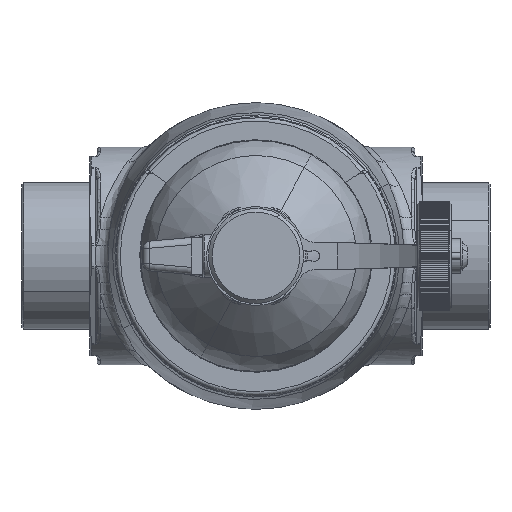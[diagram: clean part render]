
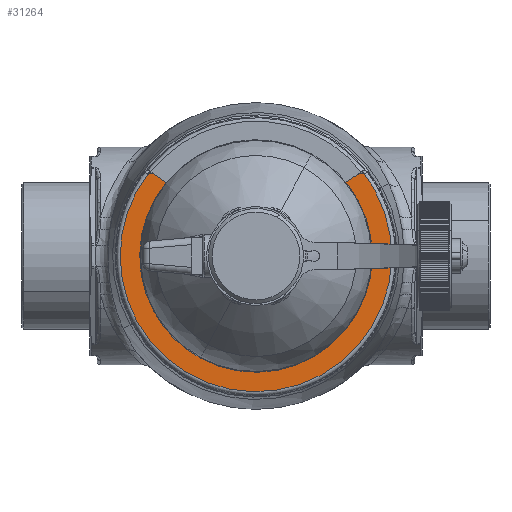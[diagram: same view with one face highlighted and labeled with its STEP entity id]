
A CAD part, front view. The second image highlights one B-rep face of the part: STEP entity #31264.
In plain terms, the highlighted planar face has unit normal (0, -1, 0).
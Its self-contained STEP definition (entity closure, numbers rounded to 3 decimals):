
#31114=CARTESIAN_POINT('Axis2P3D Location',(0.,-87.5,0.)) ;
#31118=CARTESIAN_POINT('Vertex',(27.205,-87.5,14.862)) ;
#31120=CARTESIAN_POINT('Vertex',(23.937,-87.5,19.698)) ;
#31141=CARTESIAN_POINT('Vertex',(-23.937,-87.5,19.698)) ;
#31144=CARTESIAN_POINT('Axis2P3D Location',(0.,-87.5,0.)) ;
#31148=CARTESIAN_POINT('Vertex',(-27.205,-87.5,-14.862)) ;
#31172=CARTESIAN_POINT('Axis2P3D Location',(0.,-87.5,0.)) ;
#31184=CARTESIAN_POINT('Axis2P3D Location',(0.,-87.5,0.)) ;
#31189=CARTESIAN_POINT('Line Origine',(30.295,-87.5,22.903)) ;
#31193=CARTESIAN_POINT('Vertex',(30.313,-87.5,22.915)) ;
#31195=CARTESIAN_POINT('Vertex',(30.277,-87.5,22.891)) ;
#31198=CARTESIAN_POINT('Axis2P3D Location',(29.405,-87.5,21.806)) ;
#31202=CARTESIAN_POINT('Vertex',(28.61,-87.5,22.949)) ;
#31205=CARTESIAN_POINT('Line Origine',(26.274,-87.5,21.323)) ;
#31210=CARTESIAN_POINT('Line Origine',(-26.182,-87.5,21.26)) ;
#31214=CARTESIAN_POINT('Vertex',(-28.428,-87.5,22.822)) ;
#31217=CARTESIAN_POINT('Axis2P3D Location',(-29.353,-87.5,21.492)) ;
#31221=CARTESIAN_POINT('Vertex',(-30.227,-87.5,22.856)) ;
#31224=CARTESIAN_POINT('Line Origine',(-30.27,-87.5,22.886)) ;
#31228=CARTESIAN_POINT('Vertex',(-30.313,-87.5,22.915)) ;
#31231=CARTESIAN_POINT('Axis2P3D Location',(0.,-87.5,0.)) ;
#31235=CARTESIAN_POINT('Vertex',(-33.348,-87.5,-18.218)) ;
#31238=CARTESIAN_POINT('Axis2P3D Location',(0.,-87.5,0.)) ;
#31242=CARTESIAN_POINT('Vertex',(33.348,-87.5,18.218)) ;
#31245=CARTESIAN_POINT('Axis2P3D Location',(0.,-87.5,0.)) ;
#31115=DIRECTION('Axis2P3D Direction',(0.,-1.,0.)) ;
#31145=DIRECTION('Axis2P3D Direction',(0.,-1.,0.)) ;
#31173=DIRECTION('Axis2P3D Direction',(0.,-1.,0.)) ;
#31185=DIRECTION('Axis2P3D Direction',(0.,1.,0.)) ;
#31186=DIRECTION('Axis2P3D XDirection',(-1.,0.,0.)) ;
#31190=DIRECTION('Vector Direction',(0.821,0.,0.571)) ;
#31199=DIRECTION('Axis2P3D Direction',(0.,1.,0.)) ;
#31206=DIRECTION('Vector Direction',(0.821,0.,0.571)) ;
#31211=DIRECTION('Vector Direction',(-0.821,0.,0.571)) ;
#31218=DIRECTION('Axis2P3D Direction',(0.,1.,0.)) ;
#31225=DIRECTION('Vector Direction',(-0.821,0.,0.571)) ;
#31232=DIRECTION('Axis2P3D Direction',(0.,1.,0.)) ;
#31239=DIRECTION('Axis2P3D Direction',(0.,1.,0.)) ;
#31246=DIRECTION('Axis2P3D Direction',(0.,1.,0.)) ;
#31116=AXIS2_PLACEMENT_3D('Circle Axis2P3D',#31114,#31115,$) ;
#31146=AXIS2_PLACEMENT_3D('Circle Axis2P3D',#31144,#31145,$) ;
#31174=AXIS2_PLACEMENT_3D('Circle Axis2P3D',#31172,#31173,$) ;
#31187=AXIS2_PLACEMENT_3D('Plane Axis2P3D',#31184,#31185,#31186) ;
#31200=AXIS2_PLACEMENT_3D('Circle Axis2P3D',#31198,#31199,$) ;
#31219=AXIS2_PLACEMENT_3D('Circle Axis2P3D',#31217,#31218,$) ;
#31233=AXIS2_PLACEMENT_3D('Circle Axis2P3D',#31231,#31232,$) ;
#31240=AXIS2_PLACEMENT_3D('Circle Axis2P3D',#31238,#31239,$) ;
#31247=AXIS2_PLACEMENT_3D('Circle Axis2P3D',#31245,#31246,$) ;
#31251=ORIENTED_EDGE('',*,*,#31197,.T.) ;
#31252=ORIENTED_EDGE('',*,*,#31204,.F.) ;
#31253=ORIENTED_EDGE('',*,*,#31209,.F.) ;
#31254=ORIENTED_EDGE('',*,*,#31122,.F.) ;
#31255=ORIENTED_EDGE('',*,*,#31176,.F.) ;
#31256=ORIENTED_EDGE('',*,*,#31150,.F.) ;
#31257=ORIENTED_EDGE('',*,*,#31216,.T.) ;
#31258=ORIENTED_EDGE('',*,*,#31223,.F.) ;
#31259=ORIENTED_EDGE('',*,*,#31230,.T.) ;
#31260=ORIENTED_EDGE('',*,*,#31237,.T.) ;
#31261=ORIENTED_EDGE('',*,*,#31244,.F.) ;
#31262=ORIENTED_EDGE('',*,*,#31249,.T.) ;
#31191=VECTOR('Line Direction',#31190,1.) ;
#31207=VECTOR('Line Direction',#31206,1.) ;
#31212=VECTOR('Line Direction',#31211,1.) ;
#31226=VECTOR('Line Direction',#31225,1.) ;
#31264=ADVANCED_FACE('PartBody',(#31263),#31188,.F.) ;
#31117=CIRCLE('generated circle',#31116,31.) ;
#31147=CIRCLE('generated circle',#31146,31.) ;
#31175=CIRCLE('generated circle',#31174,31.) ;
#31201=CIRCLE('generated circle',#31200,1.392) ;
#31220=CIRCLE('generated circle',#31219,1.62) ;
#31234=CIRCLE('generated circle',#31233,38.) ;
#31241=CIRCLE('generated circle',#31240,38.) ;
#31248=CIRCLE('generated circle',#31247,38.) ;
#31122=EDGE_CURVE('',#31119,#31121,#31117,.T.) ;
#31150=EDGE_CURVE('',#31142,#31149,#31147,.T.) ;
#31176=EDGE_CURVE('',#31149,#31119,#31175,.T.) ;
#31197=EDGE_CURVE('',#31194,#31196,#31192,.F.) ;
#31204=EDGE_CURVE('',#31203,#31196,#31201,.T.) ;
#31209=EDGE_CURVE('',#31121,#31203,#31208,.T.) ;
#31216=EDGE_CURVE('',#31142,#31215,#31213,.T.) ;
#31223=EDGE_CURVE('',#31222,#31215,#31220,.T.) ;
#31230=EDGE_CURVE('',#31222,#31229,#31227,.T.) ;
#31237=EDGE_CURVE('',#31229,#31236,#31234,.F.) ;
#31244=EDGE_CURVE('',#31243,#31236,#31241,.T.) ;
#31249=EDGE_CURVE('',#31243,#31194,#31248,.F.) ;
#31250=EDGE_LOOP('',(#31251,#31252,#31253,#31254,#31255,#31256,#31257,#31258,#31259,#31260,#31261,#31262)) ;
#31263=FACE_OUTER_BOUND('',#31250,.T.) ;
#31192=LINE('Line',#31189,#31191) ;
#31208=LINE('Line',#31205,#31207) ;
#31213=LINE('Line',#31210,#31212) ;
#31227=LINE('Line',#31224,#31226) ;
#31188=PLANE('',#31187) ;
#31119=VERTEX_POINT('',#31118) ;
#31121=VERTEX_POINT('',#31120) ;
#31142=VERTEX_POINT('',#31141) ;
#31149=VERTEX_POINT('',#31148) ;
#31194=VERTEX_POINT('',#31193) ;
#31196=VERTEX_POINT('',#31195) ;
#31203=VERTEX_POINT('',#31202) ;
#31215=VERTEX_POINT('',#31214) ;
#31222=VERTEX_POINT('',#31221) ;
#31229=VERTEX_POINT('',#31228) ;
#31236=VERTEX_POINT('',#31235) ;
#31243=VERTEX_POINT('',#31242) ;
